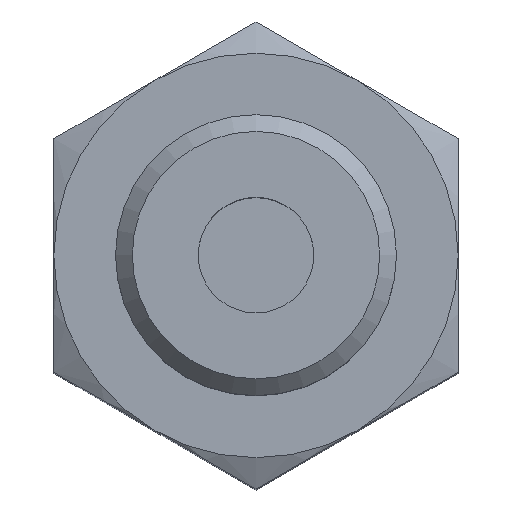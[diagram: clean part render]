
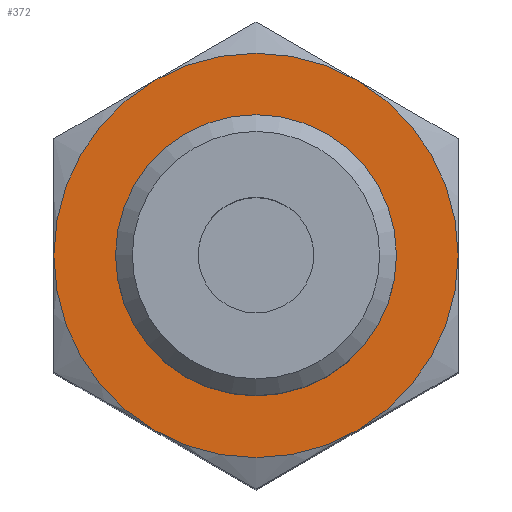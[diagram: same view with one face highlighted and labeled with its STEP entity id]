
A CAD part, top view. The second image highlights one B-rep face of the part: STEP entity #372.
In plain terms, the highlighted face is planar.
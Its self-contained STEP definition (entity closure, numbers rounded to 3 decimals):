
#41=PLANE('',#425);
#50=CIRCLE('',#406,7.);
#51=CIRCLE('',#408,7.);
#52=CIRCLE('',#410,7.);
#53=CIRCLE('',#412,7.);
#54=CIRCLE('',#414,7.);
#59=CIRCLE('',#424,4.864);
#60=CIRCLE('',#426,7.);
#94=ORIENTED_EDGE('',*,*,#177,.F.);
#95=ORIENTED_EDGE('',*,*,#179,.F.);
#96=ORIENTED_EDGE('',*,*,#182,.F.);
#97=ORIENTED_EDGE('',*,*,#190,.F.);
#98=ORIENTED_EDGE('',*,*,#172,.F.);
#99=ORIENTED_EDGE('',*,*,#173,.F.);
#100=ORIENTED_EDGE('',*,*,#189,.T.);
#172=EDGE_CURVE('',#222,#220,#50,.T.);
#173=EDGE_CURVE('',#223,#222,#51,.T.);
#177=EDGE_CURVE('',#226,#223,#52,.T.);
#179=EDGE_CURVE('',#227,#226,#53,.T.);
#182=EDGE_CURVE('',#229,#227,#54,.T.);
#189=EDGE_CURVE('',#235,#235,#59,.T.);
#190=EDGE_CURVE('',#220,#229,#60,.T.);
#220=VERTEX_POINT('',#566);
#222=VERTEX_POINT('',#572);
#223=VERTEX_POINT('',#576);
#226=VERTEX_POINT('',#592);
#227=VERTEX_POINT('',#600);
#229=VERTEX_POINT('',#612);
#235=VERTEX_POINT('',#636);
#290=EDGE_LOOP('',(#94,#95,#96,#97,#98,#99));
#291=EDGE_LOOP('',(#100));
#326=FACE_BOUND('',#290,.T.);
#327=FACE_BOUND('',#291,.T.);
#372=ADVANCED_FACE('',(#326,#327),#41,.F.);
#406=AXIS2_PLACEMENT_3D('',#573,#458,#459);
#408=AXIS2_PLACEMENT_3D('',#575,#462,#463);
#410=AXIS2_PLACEMENT_3D('',#593,#466,#467);
#412=AXIS2_PLACEMENT_3D('',#599,#470,#471);
#414=AXIS2_PLACEMENT_3D('',#611,#474,#475);
#424=AXIS2_PLACEMENT_3D('',#635,#494,#495);
#425=AXIS2_PLACEMENT_3D('',#637,#496,#497);
#426=AXIS2_PLACEMENT_3D('',#638,#498,#499);
#458=DIRECTION('',(1.,0.,0.));
#459=DIRECTION('',(0.,0.,-1.));
#462=DIRECTION('',(1.,0.,0.));
#463=DIRECTION('',(0.,0.,-1.));
#466=DIRECTION('',(1.,0.,0.));
#467=DIRECTION('',(0.,0.,-1.));
#470=DIRECTION('',(1.,0.,0.));
#471=DIRECTION('',(0.,0.,-1.));
#474=DIRECTION('',(1.,0.,0.));
#475=DIRECTION('',(0.,0.,-1.));
#494=DIRECTION('',(1.,0.,0.));
#495=DIRECTION('',(0.,0.,-1.));
#496=DIRECTION('',(1.,0.,0.));
#497=DIRECTION('',(0.,0.,-1.));
#498=DIRECTION('',(1.,0.,0.));
#499=DIRECTION('',(0.,0.,-1.));
#566=CARTESIAN_POINT('',(0.,-6.062,3.5));
#572=CARTESIAN_POINT('',(0.,0.,7.));
#573=CARTESIAN_POINT('',(0.,0.,0.));
#575=CARTESIAN_POINT('',(0.,0.,0.));
#576=CARTESIAN_POINT('',(0.,6.062,3.5));
#592=CARTESIAN_POINT('',(0.,6.062,-3.5));
#593=CARTESIAN_POINT('',(0.,0.,0.));
#599=CARTESIAN_POINT('',(0.,0.,0.));
#600=CARTESIAN_POINT('',(0.,0.,-7.));
#611=CARTESIAN_POINT('',(0.,0.,0.));
#612=CARTESIAN_POINT('',(0.,-6.062,-3.5));
#635=CARTESIAN_POINT('',(0.,0.,0.));
#636=CARTESIAN_POINT('',(0.,0.,-4.864));
#637=CARTESIAN_POINT('',(0.,4.864,0.));
#638=CARTESIAN_POINT('',(0.,0.,0.));
